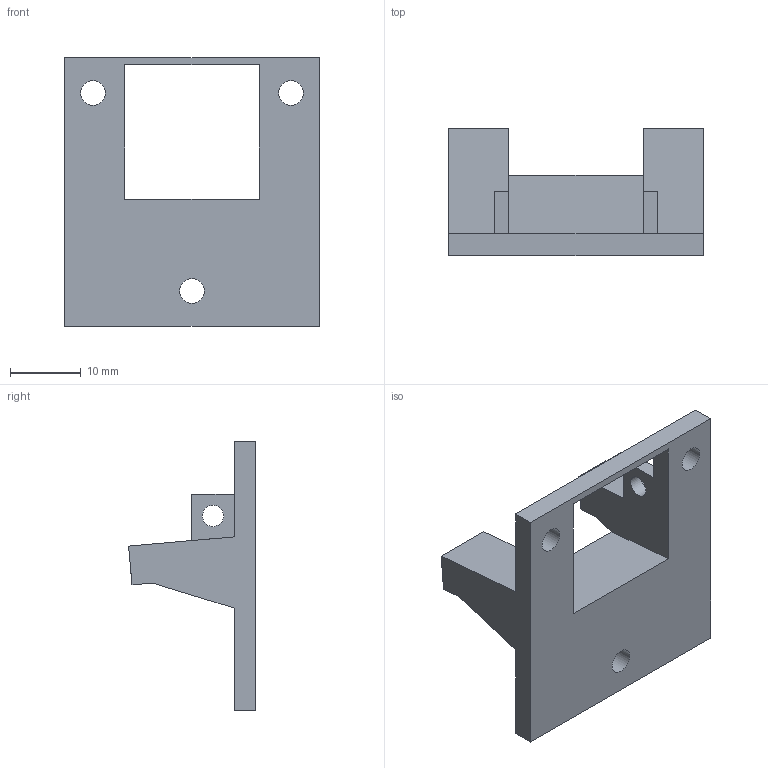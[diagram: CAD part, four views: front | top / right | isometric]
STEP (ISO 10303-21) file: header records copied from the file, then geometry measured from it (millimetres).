
FILE_DESCRIPTION(/* description */ ('STEP AP214'),/* implementation_level */ '2;1');
FILE_NAME(/* name */ '',/* time_stamp */ '2025-05-07T21:05:09+03:00',/* author */ ('I9232'),/* organization */ (''),/* preprocessor_version */ 'ST-DEVELOPER v19.2',/* originating_system */ 'Autodesk Inventor 2023',/* authorisation */ '');
FILE_SCHEMA (('AUTOMOTIVE_DESIGN { 1 0 10303 214 3 1 1 }'));
Length unit declared in the file: millimetre
Products named in the file (1): êðåïëåíèå äë
ÿ êàìåðû
Bounding box: 36 x 17.93 x 38 mm (x, y, z)
Volume: 5045.6 mm3; surface area: 4103.5 mm2
Topology: 1 solids, 1 shells, 33 faces, 90 edges, 60 vertices
Faces by surface type: plane 26, cylinder 7
Full cylindrical faces by diameter (mm): 2.8 x2, 3 x2, 3.5 x3
Entity records: 1105 total; most frequent: CARTESIAN_POINT 184, ORIENTED_EDGE 180, DIRECTION 172, EDGE_CURVE 90, LINE 76, VECTOR 76, VERTEX_POINT 60, AXIS2_PLACEMENT_3D 48
